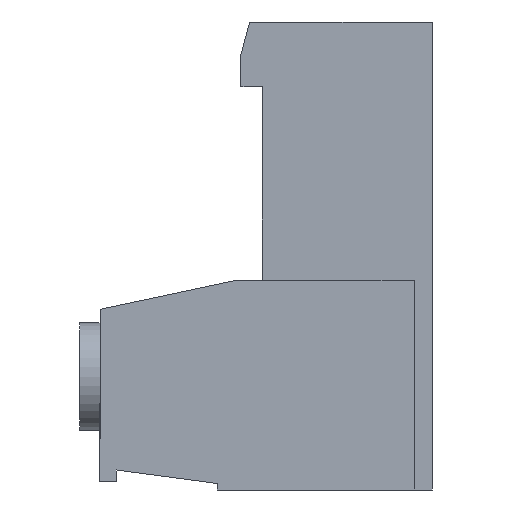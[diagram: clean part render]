
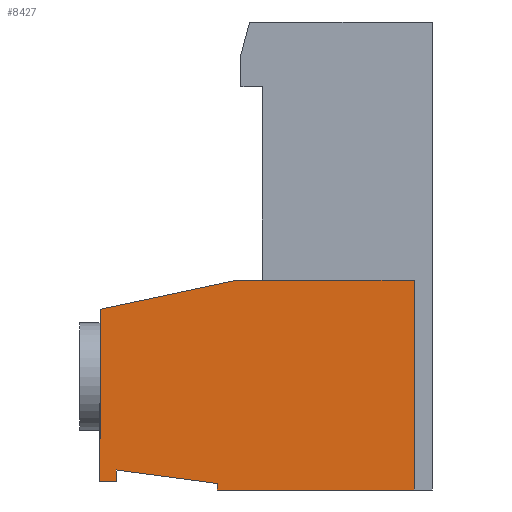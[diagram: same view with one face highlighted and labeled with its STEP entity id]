
A CAD part, left-side view. The second image highlights one B-rep face of the part: STEP entity #8427.
In plain terms, the highlighted planar face has unit normal (-1, 0, 0).
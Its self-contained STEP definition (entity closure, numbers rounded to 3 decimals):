
#32 = CARTESIAN_POINT ( 'NONE',  ( 0., 10., -21.45 ) ) ;
#451 = AXIS2_PLACEMENT_3D ( 'NONE', #12925, #5833, #14108 ) ;
#663 = CARTESIAN_POINT ( 'NONE',  ( 0., 14.7, -20.82 ) ) ;
#673 = CARTESIAN_POINT ( 'NONE',  ( 0., 15.45, -13.35 ) ) ;
#785 = VERTEX_POINT ( 'NONE', #1899 ) ;
#892 = CARTESIAN_POINT ( 'NONE',  ( 0., 15.45, -21.35 ) ) ;
#1126 = CARTESIAN_POINT ( 'NONE',  ( 0., 10., -21.75 ) ) ;
#1132 = DIRECTION ( 'NONE',  ( 0., 0., 1. ) ) ;
#1155 = ORIENTED_EDGE ( 'NONE', *, *, #6816, .F. ) ;
#1176 = LINE ( 'NONE', #32, #4317 ) ;
#1341 = EDGE_CURVE ( 'NONE', #10986, #2223, #13388, .T. ) ;
#1602 = CARTESIAN_POINT ( 'NONE',  ( 0., 7.9, -12. ) ) ;
#1774 = CARTESIAN_POINT ( 'NONE',  ( 0., 14.7, -20.82 ) ) ;
#1899 = CARTESIAN_POINT ( 'NONE',  ( 0., 0.85, -21.75 ) ) ;
#1918 = CARTESIAN_POINT ( 'NONE',  ( 0., 9.124, -12. ) ) ;
#2215 = DIRECTION ( 'NONE',  ( 0., -1., 0. ) ) ;
#2223 = VERTEX_POINT ( 'NONE', #11588 ) ;
#2363 = EDGE_CURVE ( 'NONE', #6721, #11126, #14157, .T. ) ;
#2425 = LINE ( 'NONE', #5997, #11529 ) ;
#2453 = CARTESIAN_POINT ( 'NONE',  ( 0., 10., -21.45 ) ) ;
#2785 = CARTESIAN_POINT ( 'NONE',  ( 0., 7.9, -12. ) ) ;
#3362 = CARTESIAN_POINT ( 'NONE',  ( 0., 0., -21.75 ) ) ;
#3464 = EDGE_CURVE ( 'NONE', #5137, #5984, #1176, .T. ) ;
#3626 = VERTEX_POINT ( 'NONE', #11024 ) ;
#3665 = EDGE_LOOP ( 'NONE', ( #7708, #6358, #1155, #12209, #6342, #14818, #7673, #8258, #11361, #8268 ) ) ;
#3768 = EDGE_CURVE ( 'NONE', #5984, #3626, #14886, .T. ) ;
#3822 = VECTOR ( 'NONE', #12605, 1000. ) ;
#4317 = VECTOR ( 'NONE', #13042, 1000. ) ;
#4694 = VECTOR ( 'NONE', #1132, 1000. ) ;
#4906 = CARTESIAN_POINT ( 'NONE',  ( 0., 0.85, -12. ) ) ;
#4982 = CARTESIAN_POINT ( 'NONE',  ( 0., 15.45, -13.35 ) ) ;
#5137 = VERTEX_POINT ( 'NONE', #2453 ) ;
#5417 = DIRECTION ( 'NONE',  ( 0., 0., -1. ) ) ;
#5522 = VERTEX_POINT ( 'NONE', #7890 ) ;
#5833 = DIRECTION ( 'NONE',  ( 1., 0., 0. ) ) ;
#5841 = DIRECTION ( 'NONE',  ( 0., 0., 1. ) ) ;
#5984 = VERTEX_POINT ( 'NONE', #1774 ) ;
#5997 = CARTESIAN_POINT ( 'NONE',  ( 0., 9.124, -12. ) ) ;
#6342 = ORIENTED_EDGE ( 'NONE', *, *, #2363, .F. ) ;
#6358 = ORIENTED_EDGE ( 'NONE', *, *, #1341, .F. ) ;
#6721 = VERTEX_POINT ( 'NONE', #892 ) ;
#6816 = EDGE_CURVE ( 'NONE', #10540, #10986, #2425, .T. ) ;
#7084 = VECTOR ( 'NONE', #11477, 1000. ) ;
#7357 = LINE ( 'NONE', #14940, #3822 ) ;
#7673 = ORIENTED_EDGE ( 'NONE', *, *, #3768, .F. ) ;
#7708 = ORIENTED_EDGE ( 'NONE', *, *, #14009, .F. ) ;
#7769 = VECTOR ( 'NONE', #10907, 1000. ) ;
#7890 = CARTESIAN_POINT ( 'NONE',  ( 0., 10., -21.75 ) ) ;
#8136 = LINE ( 'NONE', #4982, #7769 ) ;
#8258 = ORIENTED_EDGE ( 'NONE', *, *, #3464, .F. ) ;
#8268 = ORIENTED_EDGE ( 'NONE', *, *, #10661, .F. ) ;
#8427 = ADVANCED_FACE ( 'NONE', ( #8516 ), #10547, .F. ) ;
#8516 = FACE_OUTER_BOUND ( 'NONE', #3665, .T. ) ;
#8579 = VECTOR ( 'NONE', #5417, 1000. ) ;
#8848 = LINE ( 'NONE', #4906, #11637 ) ;
#8999 = VECTOR ( 'NONE', #10480, 1000. ) ;
#9645 = LINE ( 'NONE', #1126, #12443 ) ;
#9900 = CARTESIAN_POINT ( 'NONE',  ( 0., 15.45, -21.35 ) ) ;
#10480 = DIRECTION ( 'NONE',  ( 0., 1., 0. ) ) ;
#10540 = VERTEX_POINT ( 'NONE', #1918 ) ;
#10547 = PLANE ( 'NONE',  #451 ) ;
#10661 = EDGE_CURVE ( 'NONE', #785, #5522, #14926, .T. ) ;
#10907 = DIRECTION ( 'NONE',  ( 0., -0.978, 0.209 ) ) ;
#10986 = VERTEX_POINT ( 'NONE', #2785 ) ;
#11024 = CARTESIAN_POINT ( 'NONE',  ( 0., 14.7, -21.35 ) ) ;
#11126 = VERTEX_POINT ( 'NONE', #673 ) ;
#11340 = EDGE_CURVE ( 'NONE', #5522, #5137, #9645, .T. ) ;
#11361 = ORIENTED_EDGE ( 'NONE', *, *, #11340, .F. ) ;
#11477 = DIRECTION ( 'NONE',  ( 0., -1., 0. ) ) ;
#11529 = VECTOR ( 'NONE', #2215, 1000. ) ;
#11588 = CARTESIAN_POINT ( 'NONE',  ( 0., 0.85, -12. ) ) ;
#11637 = VECTOR ( 'NONE', #12035, 1000. ) ;
#12035 = DIRECTION ( 'NONE',  ( 0., 0., -1. ) ) ;
#12209 = ORIENTED_EDGE ( 'NONE', *, *, #12290, .F. ) ;
#12290 = EDGE_CURVE ( 'NONE', #11126, #10540, #8136, .T. ) ;
#12443 = VECTOR ( 'NONE', #5841, 1000. ) ;
#12605 = DIRECTION ( 'NONE',  ( 0., 1., 0. ) ) ;
#12925 = CARTESIAN_POINT ( 'NONE',  ( 0., 0., 0. ) ) ;
#13042 = DIRECTION ( 'NONE',  ( 0., 0.991, 0.133 ) ) ;
#13388 = LINE ( 'NONE', #1602, #7084 ) ;
#13700 = EDGE_CURVE ( 'NONE', #3626, #6721, #7357, .T. ) ;
#14009 = EDGE_CURVE ( 'NONE', #2223, #785, #8848, .T. ) ;
#14108 = DIRECTION ( 'NONE',  ( 0., 0., -1. ) ) ;
#14157 = LINE ( 'NONE', #9900, #4694 ) ;
#14818 = ORIENTED_EDGE ( 'NONE', *, *, #13700, .F. ) ;
#14886 = LINE ( 'NONE', #663, #8579 ) ;
#14926 = LINE ( 'NONE', #3362, #8999 ) ;
#14940 = CARTESIAN_POINT ( 'NONE',  ( 0., 14.7, -21.35 ) ) ;
